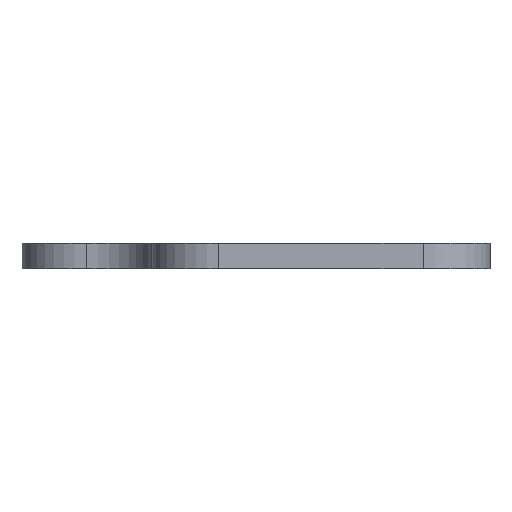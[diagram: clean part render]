
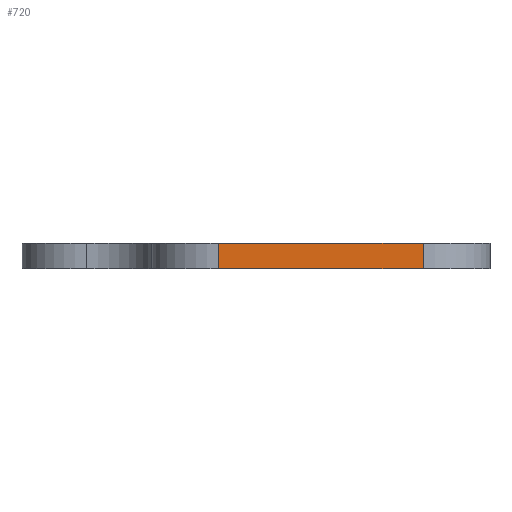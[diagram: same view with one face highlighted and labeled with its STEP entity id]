
A CAD part, left-side view. The second image highlights one B-rep face of the part: STEP entity #720.
In plain terms, the highlighted planar face has unit normal (-1, 0, 0).
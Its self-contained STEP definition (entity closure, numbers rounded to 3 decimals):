
#32 = ORIENTED_EDGE ( 'NONE', *, *, #731, .F. ) ;
#94 = LINE ( 'NONE', #95, #322 ) ;
#95 = CARTESIAN_POINT ( 'NONE',  ( -28., -20., 1.5 ) ) ;
#96 = DIRECTION ( 'NONE',  ( 0., 0., -1. ) ) ;
#103 = LINE ( 'NONE', #104, #311 ) ;
#104 = CARTESIAN_POINT ( 'NONE',  ( -28., 12.5, 1.5 ) ) ;
#105 = DIRECTION ( 'NONE',  ( 0., -1., 0. ) ) ;
#124 = LINE ( 'NONE', #125, #306 ) ;
#125 = CARTESIAN_POINT ( 'NONE',  ( -28., 4.5, 1.5 ) ) ;
#126 = DIRECTION ( 'NONE',  ( 0., 0., -1. ) ) ;
#240 = VECTOR ( 'NONE', #435, 1000. ) ;
#262 = CARTESIAN_POINT ( 'NONE',  ( -28., -20., 1.5 ) ) ;
#267 = CARTESIAN_POINT ( 'NONE',  ( -28., -20., -1.5 ) ) ;
#306 = VECTOR ( 'NONE', #126, 1000. ) ;
#311 = VECTOR ( 'NONE', #105, 1000. ) ;
#322 = VECTOR ( 'NONE', #96, 1000. ) ;
#333 = PLANE ( 'NONE',  #532 ) ;
#334 = CARTESIAN_POINT ( 'NONE',  ( -28., 12.5, 1.5 ) ) ;
#335 = DIRECTION ( 'NONE',  ( 1., 0., 0. ) ) ;
#336 = DIRECTION ( 'NONE',  ( 0., 1., 0. ) ) ;
#366 = VERTEX_POINT ( 'NONE', #262 ) ;
#371 = VERTEX_POINT ( 'NONE', #267 ) ;
#393 = VERTEX_POINT ( 'NONE', #562 ) ;
#433 = LINE ( 'NONE', #434, #240 ) ;
#434 = CARTESIAN_POINT ( 'NONE',  ( -28., 12.5, -1.5 ) ) ;
#435 = DIRECTION ( 'NONE',  ( 0., -1., 0. ) ) ;
#509 = FACE_OUTER_BOUND ( 'NONE', #627, .T. ) ;
#532 = AXIS2_PLACEMENT_3D ( 'NONE', #334, #335, #336 ) ;
#562 = CARTESIAN_POINT ( 'NONE',  ( -28., 4.5, 1.5 ) ) ;
#624 = ORIENTED_EDGE ( 'NONE', *, *, #767, .T. ) ;
#625 = ORIENTED_EDGE ( 'NONE', *, *, #735, .F. ) ;
#626 = ORIENTED_EDGE ( 'NONE', *, *, #742, .T. ) ;
#627 = EDGE_LOOP ( 'NONE', ( #625, #626, #624, #32 ) ) ;
#664 = CARTESIAN_POINT ( 'NONE',  ( -28., 4.5, -1.5 ) ) ;
#720 = ADVANCED_FACE ( 'NONE', ( #509 ), #333, .F. ) ;
#731 = EDGE_CURVE ( 'NONE', #366, #371, #94, .T. ) ;
#735 = EDGE_CURVE ( 'NONE', #393, #366, #103, .T. ) ;
#742 = EDGE_CURVE ( 'NONE', #393, #799, #124, .T. ) ;
#767 = EDGE_CURVE ( 'NONE', #799, #371, #433, .T. ) ;
#799 = VERTEX_POINT ( 'NONE', #664 ) ;
